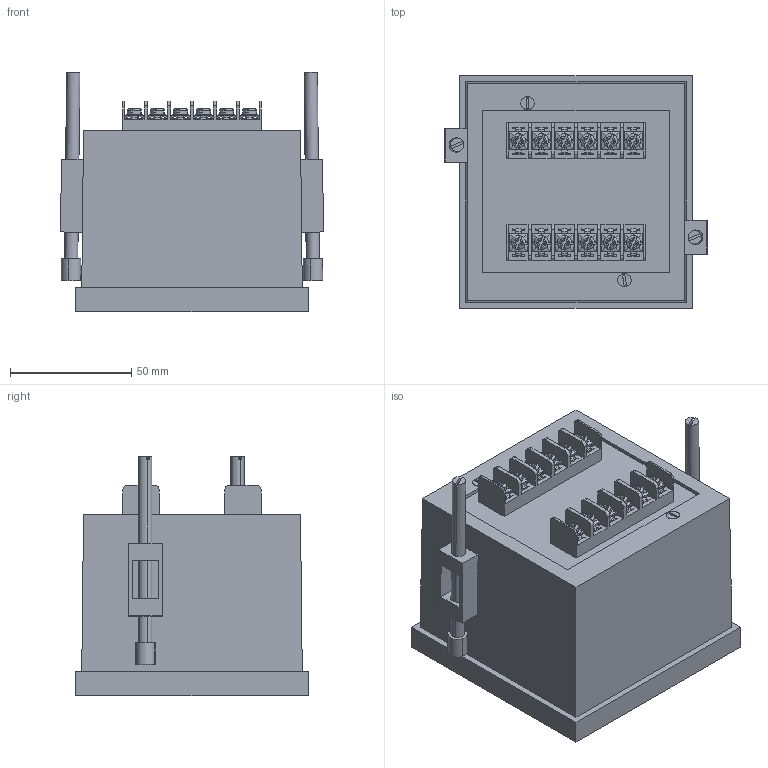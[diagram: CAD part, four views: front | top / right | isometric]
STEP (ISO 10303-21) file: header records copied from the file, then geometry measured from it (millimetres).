
FILE_DESCRIPTION (( 'STEP AP214' ), '1' );
FILE_NAME ('IC-065-04.STEP', '2022-01-17T14:15:48', ( '' ), ( '' ), 'SwSTEP 2.0', 'SolidWorks 2017', '' );
FILE_SCHEMA (( 'AUTOMOTIVE_DESIGN' ));
Length unit declared in the file: millimetre
Products named in the file (87): Clamp-Plastic-2; BrassInsert; Screw-Countershank-Small; Back Plate BP-96-00; Screw; Gt-1-Terminal sheetmetal; Washer; Clamp-Plastic-1; GT-1PCB - 6Way; Clamp-065; TerminalGT-1-6-ways; Clamp-Metal-065; Gaurang-GT-1.plastic-6ways; Screw-Countershank; Front Plate FP-96-00; GT-1-MetalPart; Angels MAG-065; Screw+Washer; Metal Plate MPL-065; Back Plate BP-96-00-GT-1Ter.; IC-065-04; Case IC-065
Assembly tree (40 placements, depth 6):
  Clamp-Plastic-2
  BrassInsert
  Back Plate BP-96-00
  Screw
  Gt-1-Terminal sheetmetal
Bounding box: 108.46 x 96 x 98.98 mm (x, y, z)
Volume: 133243.1 mm3; surface area: 137852.6 mm2
Topology: 64 solids, 64 shells, 2147 faces, 5480 edges, 3486 vertices
Faces by surface type: plane 1237, cylinder 794, cone 80, bspline 36
Entity records: 19212 total; most frequent: CARTESIAN_POINT 3536, DIRECTION 2951, ORIENTED_EDGE 2862, EDGE_CURVE 1431, LINE 987, VECTOR 987, AXIS2_PLACEMENT_3D 982, VERTEX_POINT 929
